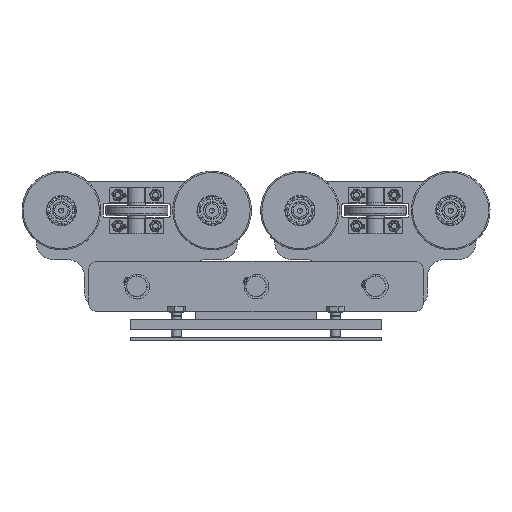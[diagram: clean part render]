
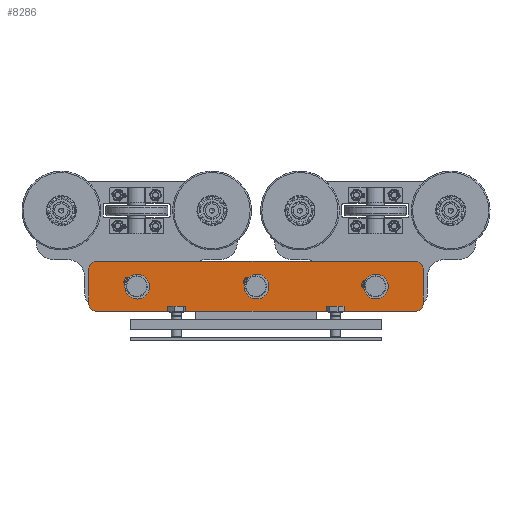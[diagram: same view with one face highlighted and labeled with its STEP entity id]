
A CAD part, left-side view. The second image highlights one B-rep face of the part: STEP entity #8286.
In plain terms, the highlighted face is planar.
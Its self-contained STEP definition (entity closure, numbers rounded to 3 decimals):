
#738=FACE_BOUND('',#1619,.T.);
#739=FACE_BOUND('',#1620,.T.);
#740=FACE_BOUND('',#1621,.T.);
#898=PLANE('',#9375);
#1147=FACE_OUTER_BOUND('',#1618,.T.);
#1618=EDGE_LOOP('',(#6399,#6400,#6401,#6402,#6403,#6404,#6405,#6406));
#1619=EDGE_LOOP('',(#6407));
#1620=EDGE_LOOP('',(#6408));
#1621=EDGE_LOOP('',(#6409));
#2232=LINE('',#13488,#2729);
#2236=LINE('',#13500,#2733);
#2240=LINE('',#13512,#2737);
#2243=LINE('',#13521,#2740);
#2729=VECTOR('',#10966,10.);
#2733=VECTOR('',#10978,10.);
#2737=VECTOR('',#10990,10.);
#2740=VECTOR('',#11001,10.);
#3114=CIRCLE('',#9351,12.65);
#3116=CIRCLE('',#9354,12.65);
#3118=CIRCLE('',#9357,12.65);
#3120=CIRCLE('',#9360,10.);
#3122=CIRCLE('',#9364,10.);
#3124=CIRCLE('',#9368,10.);
#3126=CIRCLE('',#9372,10.);
#3753=VERTEX_POINT('',#13459);
#3755=VERTEX_POINT('',#13465);
#3757=VERTEX_POINT('',#13471);
#3760=VERTEX_POINT('',#13478);
#3761=VERTEX_POINT('',#13480);
#3763=VERTEX_POINT('',#13486);
#3765=VERTEX_POINT('',#13492);
#3767=VERTEX_POINT('',#13498);
#3769=VERTEX_POINT('',#13504);
#3771=VERTEX_POINT('',#13510);
#3773=VERTEX_POINT('',#13516);
#4732=EDGE_CURVE('',#3753,#3753,#3114,.T.);
#4735=EDGE_CURVE('',#3755,#3755,#3116,.T.);
#4738=EDGE_CURVE('',#3757,#3757,#3118,.T.);
#4741=EDGE_CURVE('',#3761,#3760,#3120,.T.);
#4745=EDGE_CURVE('',#3760,#3763,#2232,.T.);
#4748=EDGE_CURVE('',#3763,#3765,#3122,.T.);
#4751=EDGE_CURVE('',#3765,#3767,#2236,.T.);
#4754=EDGE_CURVE('',#3767,#3769,#3124,.T.);
#4757=EDGE_CURVE('',#3769,#3771,#2240,.T.);
#4760=EDGE_CURVE('',#3771,#3773,#3126,.T.);
#4762=EDGE_CURVE('',#3773,#3761,#2243,.T.);
#6399=ORIENTED_EDGE('',*,*,#4762,.T.);
#6400=ORIENTED_EDGE('',*,*,#4741,.T.);
#6401=ORIENTED_EDGE('',*,*,#4745,.T.);
#6402=ORIENTED_EDGE('',*,*,#4748,.T.);
#6403=ORIENTED_EDGE('',*,*,#4751,.T.);
#6404=ORIENTED_EDGE('',*,*,#4754,.T.);
#6405=ORIENTED_EDGE('',*,*,#4757,.T.);
#6406=ORIENTED_EDGE('',*,*,#4760,.T.);
#6407=ORIENTED_EDGE('',*,*,#4732,.T.);
#6408=ORIENTED_EDGE('',*,*,#4735,.T.);
#6409=ORIENTED_EDGE('',*,*,#4738,.T.);
#8286=ADVANCED_FACE('',(#1147,#738,#739,#740),#898,.F.);
#9351=AXIS2_PLACEMENT_3D('',#13461,#10938,#10939);
#9354=AXIS2_PLACEMENT_3D('',#13467,#10945,#10946);
#9357=AXIS2_PLACEMENT_3D('',#13473,#10952,#10953);
#9360=AXIS2_PLACEMENT_3D('',#13481,#10959,#10960);
#9364=AXIS2_PLACEMENT_3D('',#13494,#10972,#10973);
#9368=AXIS2_PLACEMENT_3D('',#13506,#10984,#10985);
#9372=AXIS2_PLACEMENT_3D('',#13518,#10996,#10997);
#9375=AXIS2_PLACEMENT_3D('',#13523,#11004,#11005);
#10938=DIRECTION('center_axis',(0.,0.,1.));
#10939=DIRECTION('ref_axis',(-1.,0.,0.));
#10945=DIRECTION('center_axis',(0.,0.,1.));
#10946=DIRECTION('ref_axis',(-1.,0.,0.));
#10952=DIRECTION('center_axis',(0.,0.,1.));
#10953=DIRECTION('ref_axis',(-1.,0.,0.));
#10959=DIRECTION('center_axis',(0.,0.,-1.));
#10960=DIRECTION('ref_axis',(-1.,0.,0.));
#10966=DIRECTION('',(0.,-1.,0.));
#10972=DIRECTION('center_axis',(0.,0.,-1.));
#10973=DIRECTION('ref_axis',(0.,1.,0.));
#10978=DIRECTION('',(-1.,0.,0.));
#10984=DIRECTION('center_axis',(0.,0.,-1.));
#10985=DIRECTION('ref_axis',(1.,0.,0.));
#10990=DIRECTION('',(0.,1.,0.));
#10996=DIRECTION('center_axis',(0.,0.,-1.));
#10997=DIRECTION('ref_axis',(0.,-1.,0.));
#11001=DIRECTION('',(1.,0.,0.));
#11004=DIRECTION('center_axis',(0.,0.,1.));
#11005=DIRECTION('ref_axis',(1.,0.,0.));
#13459=CARTESIAN_POINT('',(70.15,30.,0.));
#13461=CARTESIAN_POINT('Origin',(57.5,30.,0.));
#13465=CARTESIAN_POINT('',(212.65,30.,0.));
#13467=CARTESIAN_POINT('Origin',(200.,30.,0.));
#13471=CARTESIAN_POINT('',(355.15,30.,0.));
#13473=CARTESIAN_POINT('Origin',(342.5,30.,0.));
#13478=CARTESIAN_POINT('',(400.,50.,0.));
#13480=CARTESIAN_POINT('',(390.,60.,0.));
#13481=CARTESIAN_POINT('Origin',(390.,50.,0.));
#13486=CARTESIAN_POINT('',(400.,10.,0.));
#13488=CARTESIAN_POINT('',(400.,50.,0.));
#13492=CARTESIAN_POINT('',(390.,0.,0.));
#13494=CARTESIAN_POINT('Origin',(390.,10.,0.));
#13498=CARTESIAN_POINT('',(10.,0.,0.));
#13500=CARTESIAN_POINT('',(390.,0.,0.));
#13504=CARTESIAN_POINT('',(0.,10.,0.));
#13506=CARTESIAN_POINT('Origin',(10.,10.,0.));
#13510=CARTESIAN_POINT('',(0.,50.,0.));
#13512=CARTESIAN_POINT('',(0.,10.,0.));
#13516=CARTESIAN_POINT('',(10.,60.,0.));
#13518=CARTESIAN_POINT('Origin',(10.,50.,0.));
#13521=CARTESIAN_POINT('',(10.,60.,0.));
#13523=CARTESIAN_POINT('Origin',(200.,30.,0.));
